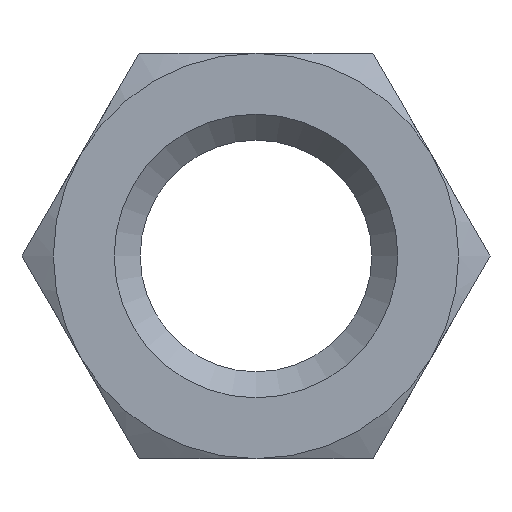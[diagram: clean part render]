
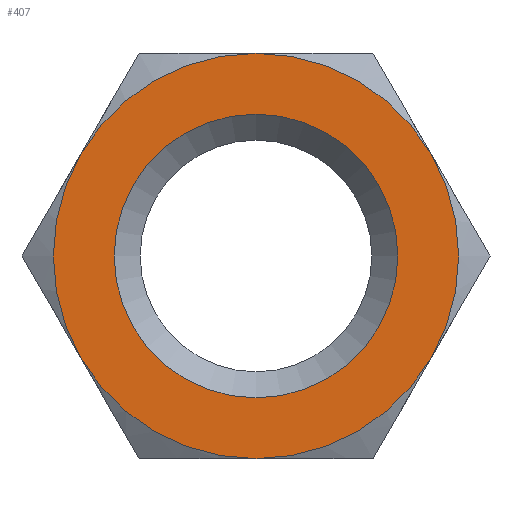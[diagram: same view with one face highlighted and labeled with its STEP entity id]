
A CAD part, front view. The second image highlights one B-rep face of the part: STEP entity #407.
In plain terms, the highlighted planar face has unit normal (0, -1, 0).
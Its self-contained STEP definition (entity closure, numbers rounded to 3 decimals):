
#17 = CARTESIAN_POINT ( 'NONE',  ( 0., 0., -4.9 ) ) ;
#49 = CIRCLE ( 'NONE', #376, 7. ) ;
#51 = CIRCLE ( 'NONE', #365, 7. ) ;
#58 = CIRCLE ( 'NONE', #361, 7. ) ;
#60 = ORIENTED_EDGE ( 'NONE', *, *, #348, .T. ) ;
#63 = ORIENTED_EDGE ( 'NONE', *, *, #379, .F. ) ;
#64 = ORIENTED_EDGE ( 'NONE', *, *, #368, .T. ) ;
#71 = CIRCLE ( 'NONE', #352, 7. ) ;
#91 = CIRCLE ( 'NONE', #355, 7. ) ;
#92 = CIRCLE ( 'NONE', #374, 7. ) ;
#94 = ORIENTED_EDGE ( 'NONE', *, *, #366, .T. ) ;
#98 = ORIENTED_EDGE ( 'NONE', *, *, #371, .T. ) ;
#99 = CIRCLE ( 'NONE', #375, 4.9 ) ;
#111 = ORIENTED_EDGE ( 'NONE', *, *, #338, .T. ) ;
#162 = ORIENTED_EDGE ( 'NONE', *, *, #377, .T. ) ;
#165 = VERTEX_POINT ( 'NONE', #512 ) ;
#170 = VERTEX_POINT ( 'NONE', #506 ) ;
#172 = VERTEX_POINT ( 'NONE', #511 ) ;
#177 = VERTEX_POINT ( 'NONE', #517 ) ;
#183 = VERTEX_POINT ( 'NONE', #513 ) ;
#199 = EDGE_LOOP ( 'NONE', ( #162, #60, #64, #111, #94, #98 ) ) ;
#201 = EDGE_LOOP ( 'NONE', ( #63 ) ) ;
#203 = VERTEX_POINT ( 'NONE', #533 ) ;
#233 = VERTEX_POINT ( 'NONE', #17 ) ;
#247 = FACE_BOUND ( 'NONE', #201, .T. ) ;
#248 = FACE_OUTER_BOUND ( 'NONE', #199, .T. ) ;
#317 = AXIS2_PLACEMENT_3D ( 'NONE', #446, #419, #449 ) ;
#338 = EDGE_CURVE ( 'NONE', #203, #165, #92, .T. ) ;
#348 = EDGE_CURVE ( 'NONE', #177, #183, #49, .T. ) ;
#352 = AXIS2_PLACEMENT_3D ( 'NONE', #501, #503, #524 ) ;
#355 = AXIS2_PLACEMENT_3D ( 'NONE', #671, #672, #673 ) ;
#361 = AXIS2_PLACEMENT_3D ( 'NONE', #418, #455, #458 ) ;
#365 = AXIS2_PLACEMENT_3D ( 'NONE', #474, #475, #476 ) ;
#366 = EDGE_CURVE ( 'NONE', #165, #172, #91, .T. ) ;
#368 = EDGE_CURVE ( 'NONE', #183, #203, #58, .T. ) ;
#371 = EDGE_CURVE ( 'NONE', #172, #170, #51, .T. ) ;
#374 = AXIS2_PLACEMENT_3D ( 'NONE', #549, #547, #550 ) ;
#375 = AXIS2_PLACEMENT_3D ( 'NONE', #555, #542, #556 ) ;
#376 = AXIS2_PLACEMENT_3D ( 'NONE', #578, #582, #583 ) ;
#377 = EDGE_CURVE ( 'NONE', #170, #177, #71, .T. ) ;
#379 = EDGE_CURVE ( 'NONE', #233, #233, #99, .T. ) ;
#407 = ADVANCED_FACE ( 'NONE', ( #247, #248 ), #691, .T. ) ;
#418 = CARTESIAN_POINT ( 'NONE',  ( 0., 0., 0. ) ) ;
#419 = DIRECTION ( 'NONE',  ( 0., -1., 0. ) ) ;
#446 = CARTESIAN_POINT ( 'NONE',  ( -7.084, 0., 7.084 ) ) ;
#449 = DIRECTION ( 'NONE',  ( 0., 0., -1. ) ) ;
#455 = DIRECTION ( 'NONE',  ( 0., -1., 0. ) ) ;
#458 = DIRECTION ( 'NONE',  ( 0., 0., 1. ) ) ;
#474 = CARTESIAN_POINT ( 'NONE',  ( 0., 0., 0. ) ) ;
#475 = DIRECTION ( 'NONE',  ( 0., -1., 0. ) ) ;
#476 = DIRECTION ( 'NONE',  ( 0., 0., 1. ) ) ;
#501 = CARTESIAN_POINT ( 'NONE',  ( 0., 0., 0. ) ) ;
#503 = DIRECTION ( 'NONE',  ( 0., -1., 0. ) ) ;
#506 = CARTESIAN_POINT ( 'NONE',  ( -6.062, 0., 3.5 ) ) ;
#511 = CARTESIAN_POINT ( 'NONE',  ( 0., 0., 7. ) ) ;
#512 = CARTESIAN_POINT ( 'NONE',  ( 6.062, 0., 3.5 ) ) ;
#513 = CARTESIAN_POINT ( 'NONE',  ( 0., 0., -7. ) ) ;
#517 = CARTESIAN_POINT ( 'NONE',  ( -6.062, 0., -3.5 ) ) ;
#524 = DIRECTION ( 'NONE',  ( 0., 0., 1. ) ) ;
#533 = CARTESIAN_POINT ( 'NONE',  ( 6.062, 0., -3.5 ) ) ;
#542 = DIRECTION ( 'NONE',  ( 0., -1., 0. ) ) ;
#547 = DIRECTION ( 'NONE',  ( 0., -1., 0. ) ) ;
#549 = CARTESIAN_POINT ( 'NONE',  ( 0., 0., 0. ) ) ;
#550 = DIRECTION ( 'NONE',  ( 0., 0., 1. ) ) ;
#555 = CARTESIAN_POINT ( 'NONE',  ( 0., 0., 0. ) ) ;
#556 = DIRECTION ( 'NONE',  ( 0., 0., -1. ) ) ;
#578 = CARTESIAN_POINT ( 'NONE',  ( 0., 0., 0. ) ) ;
#582 = DIRECTION ( 'NONE',  ( 0., -1., 0. ) ) ;
#583 = DIRECTION ( 'NONE',  ( 0., 0., 1. ) ) ;
#671 = CARTESIAN_POINT ( 'NONE',  ( 0., 0., 0. ) ) ;
#672 = DIRECTION ( 'NONE',  ( 0., -1., 0. ) ) ;
#673 = DIRECTION ( 'NONE',  ( 0., 0., 1. ) ) ;
#691 = PLANE ( 'NONE',  #317 ) ;
